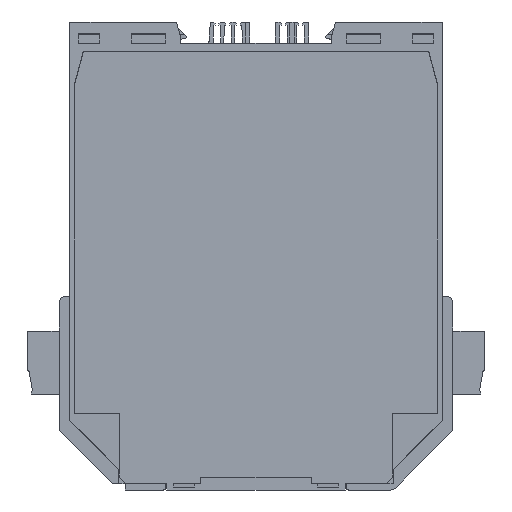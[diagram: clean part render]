
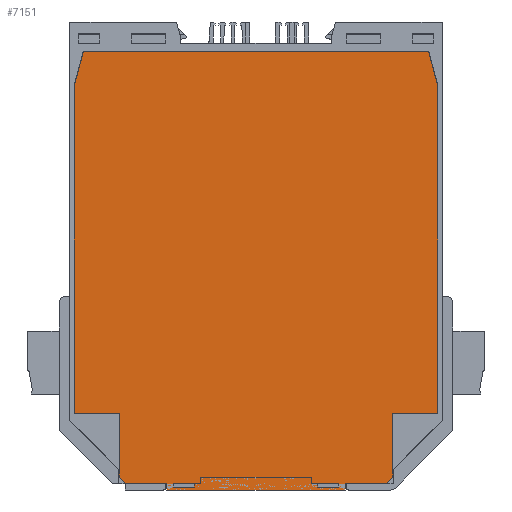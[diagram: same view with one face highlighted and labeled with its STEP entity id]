
A CAD part, front view. The second image highlights one B-rep face of the part: STEP entity #7151.
In plain terms, the highlighted planar face has unit normal (0, -1, 0).
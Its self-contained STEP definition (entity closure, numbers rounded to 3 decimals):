
#35=DIRECTION('',(0.,0.,1.));
#36=VECTOR('',#35,1.5);
#37=CARTESIAN_POINT('',(-21.,-10.,-103.));
#38=LINE('',#37,#36);
#39=DIRECTION('',(-0.707,0.,0.707));
#40=VECTOR('',#39,2.121);
#41=CARTESIAN_POINT('',(-30.7,-10.,-101.5));
#42=LINE('',#41,#40);
#43=DIRECTION('',(0.707,0.,-0.707));
#44=VECTOR('',#43,0.212);
#45=CARTESIAN_POINT('',(-32.2,-10.,-98.2));
#46=LINE('',#45,#44);
#47=DIRECTION('',(0.,0.,-1.));
#48=VECTOR('',#47,13.4);
#49=CARTESIAN_POINT('',(-32.05,-10.,-84.95));
#50=LINE('',#49,#48);
#51=DIRECTION('',(1.,0.,0.));
#52=VECTOR('',#51,10.65);
#53=CARTESIAN_POINT('',(-42.7,-10.,-84.95));
#54=LINE('',#53,#52);
#55=DIRECTION('',(0.259,0.,0.966));
#56=VECTOR('',#55,8.282);
#57=CARTESIAN_POINT('',(-42.7,-10.,-8.));
#58=LINE('',#57,#56);
#59=DIRECTION('',(-1.,0.,0.));
#60=VECTOR('',#59,81.113);
#61=CARTESIAN_POINT('',(40.556,-10.,0.));
#62=LINE('',#61,#60);
#63=DIRECTION('',(0.259,0.,-0.966));
#64=VECTOR('',#63,8.282);
#65=CARTESIAN_POINT('',(40.556,-10.,0.));
#66=LINE('',#65,#64);
#67=DIRECTION('',(-1.,0.,0.));
#68=VECTOR('',#67,10.65);
#69=CARTESIAN_POINT('',(42.7,-10.,-84.95));
#70=LINE('',#69,#68);
#71=DIRECTION('',(0.,0.,1.));
#72=VECTOR('',#71,13.4);
#73=CARTESIAN_POINT('',(32.05,-10.,-98.35));
#74=LINE('',#73,#72);
#75=DIRECTION('',(-0.707,0.,-0.707));
#76=VECTOR('',#75,0.212);
#77=CARTESIAN_POINT('',(32.2,-10.,-98.2));
#78=LINE('',#77,#76);
#79=DIRECTION('',(-0.707,0.,-0.707));
#80=VECTOR('',#79,2.121);
#81=CARTESIAN_POINT('',(32.2,-10.,-100.));
#82=LINE('',#81,#80);
#83=DIRECTION('',(0.,0.,1.));
#84=VECTOR('',#83,0.8);
#85=CARTESIAN_POINT('',(14.5,-10.,-102.3));
#86=LINE('',#85,#84);
#87=DIRECTION('',(-1.,0.,0.));
#88=VECTOR('',#87,5.);
#89=CARTESIAN_POINT('',(19.5,-10.,-102.3));
#90=LINE('',#89,#88);
#91=DIRECTION('',(0.,0.,1.));
#92=VECTOR('',#91,0.8);
#93=CARTESIAN_POINT('',(19.5,-10.,-102.3));
#94=LINE('',#93,#92);
#95=DIRECTION('',(0.,0.,1.));
#96=VECTOR('',#95,0.8);
#97=CARTESIAN_POINT('',(-19.5,-10.,-102.3));
#98=LINE('',#97,#96);
#99=DIRECTION('',(1.,0.,0.));
#100=VECTOR('',#99,5.);
#101=CARTESIAN_POINT('',(-19.5,-10.,-102.3));
#102=LINE('',#101,#100);
#103=DIRECTION('',(0.,0.,1.));
#104=VECTOR('',#103,0.8);
#105=CARTESIAN_POINT('',(-14.5,-10.,-102.3));
#106=LINE('',#105,#104);
#111=DIRECTION('',(1.,0.,0.));
#112=VECTOR('',#111,9.7);
#113=CARTESIAN_POINT('',(21.,-10.,-101.5));
#114=LINE('',#113,#112);
#163=DIRECTION('',(0.,0.,1.));
#164=VECTOR('',#163,1.5);
#165=CARTESIAN_POINT('',(21.,-10.,-103.));
#166=LINE('',#165,#164);
#419=DIRECTION('',(1.,0.,0.));
#420=VECTOR('',#419,9.7);
#421=CARTESIAN_POINT('',(-30.7,-10.,-101.5));
#422=LINE('',#421,#420);
#2286=DIRECTION('',(0.,0.,-1.));
#2287=VECTOR('',#2286,1.8);
#2288=CARTESIAN_POINT('',(-32.2,-10.,-98.2));
#2289=LINE('',#2288,#2287);
#2588=DIRECTION('',(0.,0.,-1.));
#2589=VECTOR('',#2588,76.95);
#2590=CARTESIAN_POINT('',(-42.7,-10.,-8.));
#2591=LINE('',#2590,#2589);
#2648=DIRECTION('',(0.,0.,1.));
#2649=VECTOR('',#2648,76.95);
#2650=CARTESIAN_POINT('',(42.7,-10.,-84.95));
#2651=LINE('',#2650,#2649);
#2776=DIRECTION('',(0.,0.,1.));
#2777=VECTOR('',#2776,1.8);
#2778=CARTESIAN_POINT('',(32.2,-10.,-100.));
#2779=LINE('',#2778,#2777);
#5216=DIRECTION('',(1.,0.,0.));
#5217=VECTOR('',#5216,42.);
#5218=CARTESIAN_POINT('',(-21.,-10.,-103.));
#5219=LINE('',#5218,#5217);
#5348=DIRECTION('',(1.,0.,0.));
#5349=VECTOR('',#5348,5.);
#5350=CARTESIAN_POINT('',(14.5,-10.,-101.5));
#5351=LINE('',#5350,#5349);
#5380=DIRECTION('',(1.,0.,0.));
#5381=VECTOR('',#5380,5.);
#5382=CARTESIAN_POINT('',(-19.5,-10.,-101.5));
#5383=LINE('',#5382,#5381);
#5392=CARTESIAN_POINT('',(-30.7,-10.,-101.5));
#5393=CARTESIAN_POINT('',(-32.2,-10.,-100.));
#5394=VERTEX_POINT('',#5392);
#5395=VERTEX_POINT('',#5393);
#5396=CARTESIAN_POINT('',(32.2,-10.,-100.));
#5397=CARTESIAN_POINT('',(30.7,-10.,-101.5));
#5398=VERTEX_POINT('',#5396);
#5399=VERTEX_POINT('',#5397);
#6170=CARTESIAN_POINT('',(42.7,-10.,-84.95));
#6171=CARTESIAN_POINT('',(32.05,-10.,-84.95));
#6172=VERTEX_POINT('',#6170);
#6173=VERTEX_POINT('',#6171);
#6174=CARTESIAN_POINT('',(32.05,-10.,-98.35));
#6175=VERTEX_POINT('',#6174);
#6176=CARTESIAN_POINT('',(32.2,-10.,-98.2));
#6177=VERTEX_POINT('',#6176);
#6178=CARTESIAN_POINT('',(-32.2,-10.,-98.2));
#6179=CARTESIAN_POINT('',(-32.05,-10.,-98.35));
#6180=VERTEX_POINT('',#6178);
#6181=VERTEX_POINT('',#6179);
#6182=CARTESIAN_POINT('',(-32.05,-10.,-84.95));
#6183=VERTEX_POINT('',#6182);
#6184=CARTESIAN_POINT('',(-42.7,-10.,-84.95));
#6185=VERTEX_POINT('',#6184);
#6186=CARTESIAN_POINT('',(40.556,-10.,0.));
#6187=CARTESIAN_POINT('',(-40.556,-10.,0.));
#6188=VERTEX_POINT('',#6186);
#6189=VERTEX_POINT('',#6187);
#6222=CARTESIAN_POINT('',(-42.7,-10.,-8.));
#6223=VERTEX_POINT('',#6222);
#6224=CARTESIAN_POINT('',(42.7,-10.,-8.));
#6225=VERTEX_POINT('',#6224);
#6940=CARTESIAN_POINT('',(-21.,-10.,-103.));
#6941=VERTEX_POINT('',#6940);
#6942=CARTESIAN_POINT('',(21.,-10.,-103.));
#6943=VERTEX_POINT('',#6942);
#6980=CARTESIAN_POINT('',(19.5,-10.,-102.3));
#6981=CARTESIAN_POINT('',(14.5,-10.,-102.3));
#6982=VERTEX_POINT('',#6980);
#6983=VERTEX_POINT('',#6981);
#6992=CARTESIAN_POINT('',(-19.5,-10.,-102.3));
#6993=CARTESIAN_POINT('',(-14.5,-10.,-102.3));
#6994=VERTEX_POINT('',#6992);
#6995=VERTEX_POINT('',#6993);
#6996=CARTESIAN_POINT('',(-21.,-10.,-101.5));
#6998=VERTEX_POINT('',#6996);
#7016=CARTESIAN_POINT('',(-14.5,-10.,-101.5));
#7018=VERTEX_POINT('',#7016);
#7020=CARTESIAN_POINT('',(-19.5,-10.,-101.5));
#7022=VERTEX_POINT('',#7020);
#7024=CARTESIAN_POINT('',(21.,-10.,-101.5));
#7026=VERTEX_POINT('',#7024);
#7044=CARTESIAN_POINT('',(14.5,-10.,-101.5));
#7046=VERTEX_POINT('',#7044);
#7048=CARTESIAN_POINT('',(19.5,-10.,-101.5));
#7050=VERTEX_POINT('',#7048);
#7084=CARTESIAN_POINT('',(0.,-10.,0.));
#7085=DIRECTION('',(0.,1.,0.));
#7086=DIRECTION('',(1.,0.,0.));
#7087=AXIS2_PLACEMENT_3D('',#7084,#7085,#7086);
#7088=PLANE('',#7087);
#7090=ORIENTED_EDGE('',*,*,#7089,.F.);
#7092=ORIENTED_EDGE('',*,*,#7091,.F.);
#7094=ORIENTED_EDGE('',*,*,#7093,.F.);
#7096=ORIENTED_EDGE('',*,*,#7095,.T.);
#7098=ORIENTED_EDGE('',*,*,#7097,.F.);
#7100=ORIENTED_EDGE('',*,*,#7099,.T.);
#7102=ORIENTED_EDGE('',*,*,#7101,.F.);
#7104=ORIENTED_EDGE('',*,*,#7103,.T.);
#7106=ORIENTED_EDGE('',*,*,#7105,.F.);
#7108=ORIENTED_EDGE('',*,*,#7107,.F.);
#7110=ORIENTED_EDGE('',*,*,#7109,.F.);
#7112=ORIENTED_EDGE('',*,*,#7111,.T.);
#7114=ORIENTED_EDGE('',*,*,#7113,.F.);
#7116=ORIENTED_EDGE('',*,*,#7115,.T.);
#7118=ORIENTED_EDGE('',*,*,#7117,.F.);
#7120=ORIENTED_EDGE('',*,*,#7119,.T.);
#7122=ORIENTED_EDGE('',*,*,#7121,.F.);
#7124=ORIENTED_EDGE('',*,*,#7123,.F.);
#7126=ORIENTED_EDGE('',*,*,#7125,.F.);
#7128=ORIENTED_EDGE('',*,*,#7127,.T.);
#7129=EDGE_LOOP('',(#7090,#7092,#7094,#7096,#7098,#7100,#7102,#7104,#7106,#7108,
#7110,#7112,#7114,#7116,#7118,#7120,#7122,#7124,#7126,#7128));
#7130=FACE_OUTER_BOUND('',#7129,.F.);
#7132=ORIENTED_EDGE('',*,*,#7131,.F.);
#7134=ORIENTED_EDGE('',*,*,#7133,.F.);
#7136=ORIENTED_EDGE('',*,*,#7135,.F.);
#7138=ORIENTED_EDGE('',*,*,#7137,.T.);
#7139=EDGE_LOOP('',(#7132,#7134,#7136,#7138));
#7140=FACE_BOUND('',#7139,.F.);
#7142=ORIENTED_EDGE('',*,*,#7141,.F.);
#7144=ORIENTED_EDGE('',*,*,#7143,.F.);
#7146=ORIENTED_EDGE('',*,*,#7145,.T.);
#7148=ORIENTED_EDGE('',*,*,#7147,.T.);
#7149=EDGE_LOOP('',(#7142,#7144,#7146,#7148));
#7150=FACE_BOUND('',#7149,.F.);
#7151=ADVANCED_FACE('',(#7130,#7140,#7150),#7088,.F.);
#7089=EDGE_CURVE('',#7026,#5399,#114,.T.);
#7091=EDGE_CURVE('',#6943,#7026,#166,.T.);
#7093=EDGE_CURVE('',#6941,#6943,#5219,.T.);
#7095=EDGE_CURVE('',#6941,#6998,#38,.T.);
#7097=EDGE_CURVE('',#5394,#6998,#422,.T.);
#7099=EDGE_CURVE('',#5394,#5395,#42,.T.);
#7101=EDGE_CURVE('',#6180,#5395,#2289,.T.);
#7103=EDGE_CURVE('',#6180,#6181,#46,.T.);
#7105=EDGE_CURVE('',#6183,#6181,#50,.T.);
#7107=EDGE_CURVE('',#6185,#6183,#54,.T.);
#7109=EDGE_CURVE('',#6223,#6185,#2591,.T.);
#7111=EDGE_CURVE('',#6223,#6189,#58,.T.);
#7113=EDGE_CURVE('',#6188,#6189,#62,.T.);
#7115=EDGE_CURVE('',#6188,#6225,#66,.T.);
#7117=EDGE_CURVE('',#6172,#6225,#2651,.T.);
#7119=EDGE_CURVE('',#6172,#6173,#70,.T.);
#7121=EDGE_CURVE('',#6175,#6173,#74,.T.);
#7123=EDGE_CURVE('',#6177,#6175,#78,.T.);
#7125=EDGE_CURVE('',#5398,#6177,#2779,.T.);
#7127=EDGE_CURVE('',#5398,#5399,#82,.T.);
#7131=EDGE_CURVE('',#7046,#7050,#5351,.T.);
#7133=EDGE_CURVE('',#6983,#7046,#86,.T.);
#7135=EDGE_CURVE('',#6982,#6983,#90,.T.);
#7137=EDGE_CURVE('',#6982,#7050,#94,.T.);
#7141=EDGE_CURVE('',#7022,#7018,#5383,.T.);
#7143=EDGE_CURVE('',#6994,#7022,#98,.T.);
#7145=EDGE_CURVE('',#6994,#6995,#102,.T.);
#7147=EDGE_CURVE('',#6995,#7018,#106,.T.);
